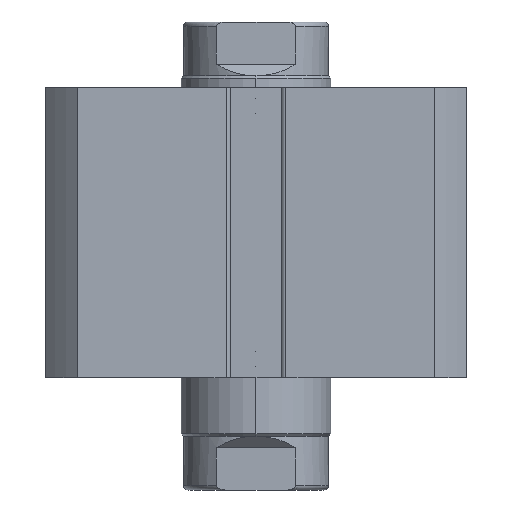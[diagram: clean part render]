
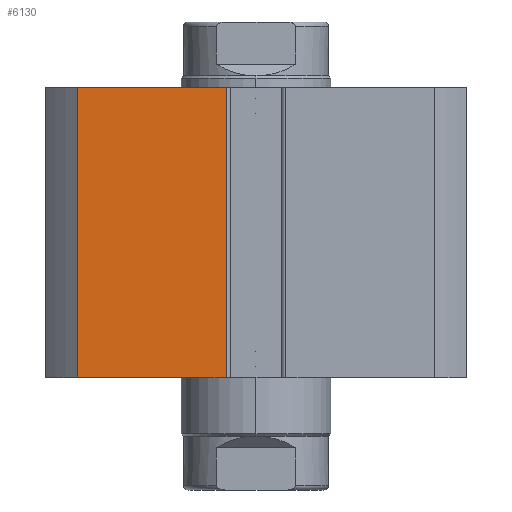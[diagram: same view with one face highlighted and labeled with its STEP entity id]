
A CAD part, front view. The second image highlights one B-rep face of the part: STEP entity #6130.
In plain terms, the highlighted planar face has unit normal (0, -1, 0).
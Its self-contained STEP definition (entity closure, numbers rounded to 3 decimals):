
#122 = EDGE_LOOP ( 'NONE', ( #6732, #6731, #6730, #6729 ) ) ;
#266 = LINE ( 'NONE', #5071, #269 ) ;
#269 = VECTOR ( 'NONE', #5094, 1000. ) ;
#298 = LINE ( 'NONE', #4937, #299 ) ;
#299 = VECTOR ( 'NONE', #4934, 1000. ) ;
#364 = VECTOR ( 'NONE', #4989, 1000. ) ;
#369 = LINE ( 'NONE', #4992, #364 ) ;
#492 = LINE ( 'NONE', #5050, #493 ) ;
#493 = VECTOR ( 'NONE', #5049, 1000. ) ;
#1113 = FACE_OUTER_BOUND ( 'NONE', #122, .T. ) ;
#1696 = PLANE ( 'NONE',  #4537 ) ;
#1699 = CARTESIAN_POINT ( 'NONE',  ( -22.5, -22.5, 31. ) ) ;
#1705 = DIRECTION ( 'NONE',  ( 0., 1., 0. ) ) ;
#1706 = DIRECTION ( 'NONE',  ( 0., 0., 1. ) ) ;
#2513 = EDGE_CURVE ( 'NONE', #4361, #5356, #266, .T. ) ;
#2532 = EDGE_CURVE ( 'NONE', #4885, #3789, #298, .T. ) ;
#2580 = EDGE_CURVE ( 'NONE', #3789, #5356, #369, .T. ) ;
#2658 = EDGE_CURVE ( 'NONE', #4885, #4361, #492, .T. ) ;
#3074 = CARTESIAN_POINT ( 'NONE',  ( -19.079, -22.5, 0. ) ) ;
#3241 = CARTESIAN_POINT ( 'NONE',  ( -3.2, -22.5, 31. ) ) ;
#3647 = CARTESIAN_POINT ( 'NONE',  ( -3.2, -22.5, 0. ) ) ;
#3789 = VERTEX_POINT ( 'NONE', #6368 ) ;
#4361 = VERTEX_POINT ( 'NONE', #3647 ) ;
#4537 = AXIS2_PLACEMENT_3D ( 'NONE', #1699, #1705, #1706 ) ;
#4885 = VERTEX_POINT ( 'NONE', #3074 ) ;
#4934 = DIRECTION ( 'NONE',  ( 0., 0., 1. ) ) ;
#4937 = CARTESIAN_POINT ( 'NONE',  ( -19.079, -22.5, 0. ) ) ;
#4989 = DIRECTION ( 'NONE',  ( 1., 0., 0. ) ) ;
#4992 = CARTESIAN_POINT ( 'NONE',  ( -22.5, -22.5, 31. ) ) ;
#5049 = DIRECTION ( 'NONE',  ( 1., 0., 0. ) ) ;
#5050 = CARTESIAN_POINT ( 'NONE',  ( -22.5, -22.5, 0. ) ) ;
#5071 = CARTESIAN_POINT ( 'NONE',  ( -3.2, -22.5, 31. ) ) ;
#5094 = DIRECTION ( 'NONE',  ( 0., 0., 1. ) ) ;
#5356 = VERTEX_POINT ( 'NONE', #3241 ) ;
#6130 = ADVANCED_FACE ( 'NONE', ( #1113 ), #1696, .F. ) ;
#6368 = CARTESIAN_POINT ( 'NONE',  ( -19.079, -22.5, 31. ) ) ;
#6729 = ORIENTED_EDGE ( 'NONE', *, *, #2580, .F. ) ;
#6730 = ORIENTED_EDGE ( 'NONE', *, *, #2513, .T. ) ;
#6731 = ORIENTED_EDGE ( 'NONE', *, *, #2658, .T. ) ;
#6732 = ORIENTED_EDGE ( 'NONE', *, *, #2532, .F. ) ;
